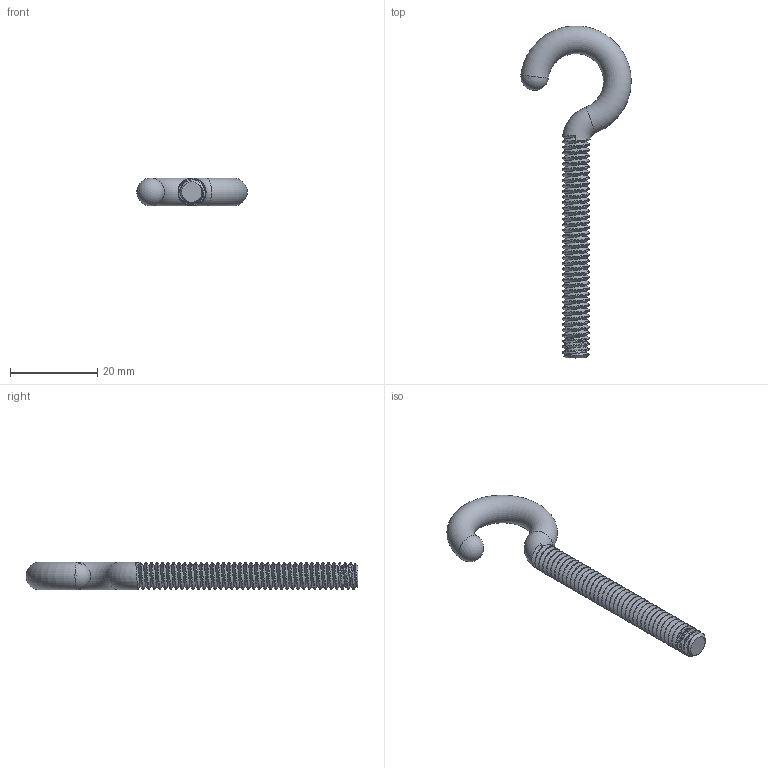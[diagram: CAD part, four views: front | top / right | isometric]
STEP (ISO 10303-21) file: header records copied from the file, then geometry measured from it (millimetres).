
FILE_DESCRIPTION(/* description */ (''),/* implementation_level */ '2;1');
FILE_NAME(/* name */ '14-20 Open Eye Bolt 9490T4.ipt.step',/* time_stamp */ '2017-01-05T11:48:38-08:00',/* author */ ('PhillipD'),/* organization */ (''),/* preprocessor_version */ 'ST-DEVELOPER v16.5',/* originating_system */ 'Autodesk Inventor 2017',/* authorisation */ '');
FILE_SCHEMA (('AUTOMOTIVE_DESIGN { 1 0 10303 214 3 1 1 }'));
Length unit declared in the file: millimetre
Products named in the file (1): 14-20 Open Eye Bolt 9490T4
Bounding box: 25.34 x 76.16 x 6.35 mm (x, y, z)
Volume: 2565.5 mm3; surface area: 2346.2 mm2
Topology: 1 solids, 1 shells, 12 faces, 55 edges, 44 vertices
Faces by surface type: bspline 4, torus 2, cylinder 2, plane 2, sphere 1, cone 1
Entity records: 8835 total; most frequent: CARTESIAN_POINT 8462, ORIENTED_EDGE 92, EDGE_CURVE 46, VERTEX_POINT 39, DIRECTION 39, B_SPLINE_CURVE_WITH_KNOTS 33, AXIS2_PLACEMENT_3D 18, EDGE_LOOP 15
